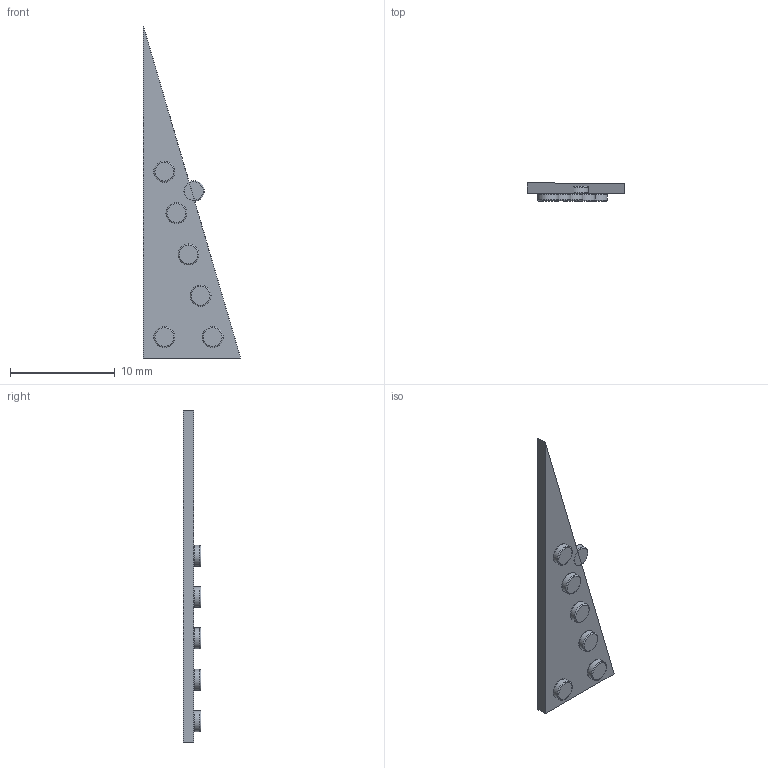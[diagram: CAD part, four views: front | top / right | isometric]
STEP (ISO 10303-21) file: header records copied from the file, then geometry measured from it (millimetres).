
FILE_DESCRIPTION(('TFLEX Exchange Step'),'2;1');
FILE_NAME(' башня 3.stp', '2022-04-03T22:05:23+03:00',('ilya'),('Unknown organisation'),'TFLEX Exchange 2022.0','T-FLEX CAD','Unknown authorisation');
FILE_SCHEMA( ('AUTOMOTIVE_DESIGN { 1 0 10303 214 1 1 1 1 }') );
Length unit declared in the file: millimetre
Products named in the file (2): норм заклепка; декор башня 3
Assembly tree (6 placements, depth 2):
  декор башня 3
    норм заклепка  x6
Bounding box: 9.3 x 1.7 x 31.77 mm (x, y, z)
Volume: 163 mm3; surface area: 440.7 mm2
Topology: 8 solids, 8 shells, 61 faces, 121 edges, 76 vertices
Faces by surface type: torus 28, plane 19, cylinder 14
Entity records: 456 total; most frequent: DIRECTION 79, CARTESIAN_POINT 61, ORIENTED_EDGE 50, AXIS2_PLACEMENT_3D 34, EDGE_CURVE 25, VERTEX_POINT 16, CIRCLE 14, EDGE_LOOP 13
